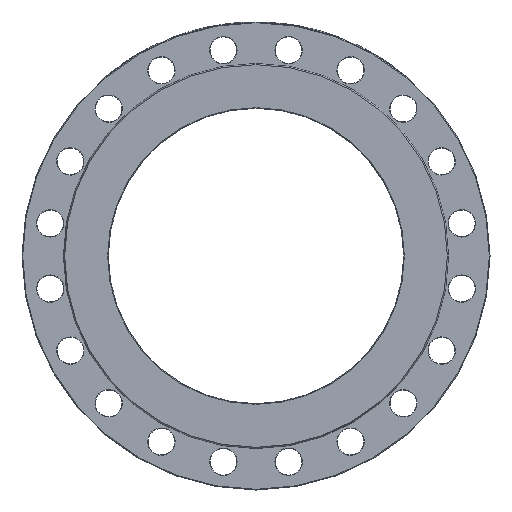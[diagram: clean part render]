
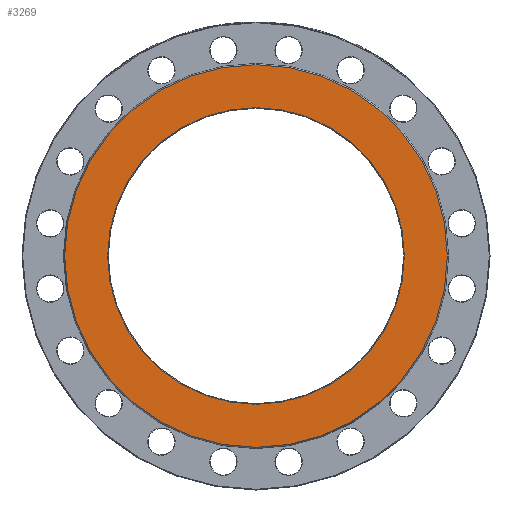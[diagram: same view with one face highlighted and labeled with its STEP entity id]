
A CAD part, left-side view. The second image highlights one B-rep face of the part: STEP entity #3269.
In plain terms, the highlighted planar face has unit normal (-1, 0, 0).
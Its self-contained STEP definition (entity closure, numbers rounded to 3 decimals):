
#145 = PLANE ( 'NONE',  #11029 ) ;
#946 = FACE_BOUND ( 'NONE', #4724, .T. ) ;
#1264 = DIRECTION ( 'NONE',  ( 0., 0., 1. ) ) ;
#1587 = VERTEX_POINT ( 'NONE', #5757 ) ;
#3269 = ADVANCED_FACE ( 'NONE', ( #946, #3542 ), #145, .F. ) ;
#3542 = FACE_OUTER_BOUND ( 'NONE', #4982, .T. ) ;
#3601 = EDGE_CURVE ( 'NONE', #6265, #6265, #4080, .T. ) ;
#3917 = CARTESIAN_POINT ( 'NONE',  ( 0., 0., 0. ) ) ;
#4080 = CIRCLE ( 'NONE', #8609, 217.1 ) ;
#4577 = CARTESIAN_POINT ( 'NONE',  ( 0., 0., -217.1 ) ) ;
#4649 = CIRCLE ( 'NONE', #7701, 280. ) ;
#4724 = EDGE_LOOP ( 'NONE', ( #6029 ) ) ;
#4982 = EDGE_LOOP ( 'NONE', ( #4984 ) ) ;
#4984 = ORIENTED_EDGE ( 'NONE', *, *, #9397, .T. ) ;
#5033 = DIRECTION ( 'NONE',  ( 0., 0., -1. ) ) ;
#5757 = CARTESIAN_POINT ( 'NONE',  ( 0., 0., 280. ) ) ;
#5852 = DIRECTION ( 'NONE',  ( 0., 0., -1. ) ) ;
#5902 = DIRECTION ( 'NONE',  ( 1., 0., 0. ) ) ;
#6029 = ORIENTED_EDGE ( 'NONE', *, *, #3601, .T. ) ;
#6265 = VERTEX_POINT ( 'NONE', #4577 ) ;
#7538 = CARTESIAN_POINT ( 'NONE',  ( 0., 0., 0. ) ) ;
#7701 = AXIS2_PLACEMENT_3D ( 'NONE', #3917, #8920, #1264 ) ;
#8609 = AXIS2_PLACEMENT_3D ( 'NONE', #7538, #5902, #5852 ) ;
#8920 = DIRECTION ( 'NONE',  ( -1., 0., 0. ) ) ;
#9397 = EDGE_CURVE ( 'NONE', #1587, #1587, #4649, .T. ) ;
#10389 = DIRECTION ( 'NONE',  ( 1., 0., 0. ) ) ;
#10447 = CARTESIAN_POINT ( 'NONE',  ( 0., 216.1, 0. ) ) ;
#11029 = AXIS2_PLACEMENT_3D ( 'NONE', #10447, #10389, #5033 ) ;
